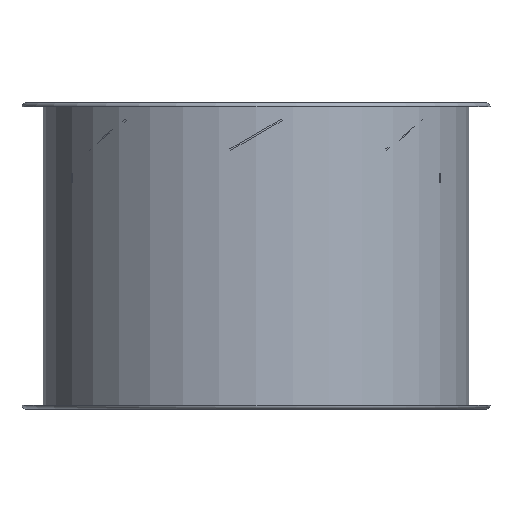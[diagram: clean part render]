
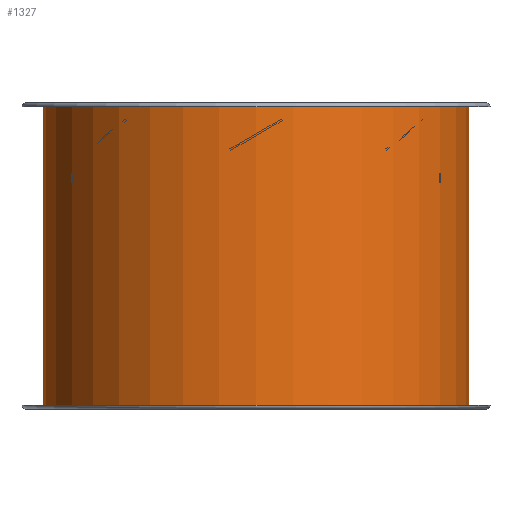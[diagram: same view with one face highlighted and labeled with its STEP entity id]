
A CAD part, front view. The second image highlights one B-rep face of the part: STEP entity #1327.
In plain terms, the highlighted cylindrical face has radius 257 mm (diameter 514 mm), a partial arc.
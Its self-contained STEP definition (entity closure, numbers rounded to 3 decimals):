
#1201 = VERTEX_POINT ( 'NONE', #4118 ) ;
#1202 = VERTEX_POINT ( 'NONE', #4117 ) ;
#1204 = EDGE_CURVE ( 'NONE', #1202, #1221, #4116, .T. ) ;
#1208 = EDGE_CURVE ( 'NONE', #1201, #1224, #3857, .T. ) ;
#1212 = EDGE_CURVE ( 'NONE', #1202, #1201, #4163, .T. ) ;
#1221 = VERTEX_POINT ( 'NONE', #4141 ) ;
#1223 = EDGE_CURVE ( 'NONE', #1221, #1224, #4140, .T. ) ;
#1224 = VERTEX_POINT ( 'NONE', #4196 ) ;
#1327 = ADVANCED_FACE ( 'NONE', ( #4399 ), #4394, .T. ) ;
#1328 = EDGE_LOOP ( 'NONE', ( #1381, #1382, #1383, #1384 ) ) ;
#1381 = ORIENTED_EDGE ( 'NONE', *, *, #1204, .F. ) ;
#1382 = ORIENTED_EDGE ( 'NONE', *, *, #1212, .T. ) ;
#1383 = ORIENTED_EDGE ( 'NONE', *, *, #1208, .T. ) ;
#1384 = ORIENTED_EDGE ( 'NONE', *, *, #1223, .F. ) ;
#3857 = LINE ( 'NONE', #3863, #4167 ) ;
#3863 = CARTESIAN_POINT ( 'NONE',  ( 257., 0., 42.986 ) ) ;
#4113 = DIRECTION ( 'NONE',  ( 0., 0., 1. ) ) ;
#4114 = VECTOR ( 'NONE', #4113, 1000. ) ;
#4115 = CARTESIAN_POINT ( 'NONE',  ( -257., 0., 42.986 ) ) ;
#4116 = LINE ( 'NONE', #4115, #4114 ) ;
#4117 = CARTESIAN_POINT ( 'NONE',  ( -257., 0., -365. ) ) ;
#4118 = CARTESIAN_POINT ( 'NONE',  ( 257., 0., -365. ) ) ;
#4138 = CARTESIAN_POINT ( 'NONE',  ( 0., 0., -5. ) ) ;
#4139 = AXIS2_PLACEMENT_3D ( 'NONE', #4138, #4198, #4197 ) ;
#4140 = CIRCLE ( 'NONE', #4139, 257. ) ;
#4141 = CARTESIAN_POINT ( 'NONE',  ( -257., 0., -5. ) ) ;
#4155 = DIRECTION ( 'NONE',  ( 1., 0., 0. ) ) ;
#4156 = DIRECTION ( 'NONE',  ( 0., 0., 1. ) ) ;
#4157 = CARTESIAN_POINT ( 'NONE',  ( 0., 0., -365. ) ) ;
#4158 = AXIS2_PLACEMENT_3D ( 'NONE', #4157, #4156, #4155 ) ;
#4163 = CIRCLE ( 'NONE', #4158, 257. ) ;
#4166 = DIRECTION ( 'NONE',  ( 0., 0., 1. ) ) ;
#4167 = VECTOR ( 'NONE', #4166, 1000. ) ;
#4196 = CARTESIAN_POINT ( 'NONE',  ( 257., 0., -5. ) ) ;
#4197 = DIRECTION ( 'NONE',  ( 1., 0., 0. ) ) ;
#4198 = DIRECTION ( 'NONE',  ( 0., 0., 1. ) ) ;
#4389 = DIRECTION ( 'NONE',  ( 1., 0., 0. ) ) ;
#4390 = DIRECTION ( 'NONE',  ( 0., 0., 1. ) ) ;
#4391 = CARTESIAN_POINT ( 'NONE',  ( 0., 0., 42.986 ) ) ;
#4392 = AXIS2_PLACEMENT_3D ( 'NONE', #4391, #4390, #4389 ) ;
#4394 = CYLINDRICAL_SURFACE ( 'NONE', #4392, 257. ) ;
#4399 = FACE_OUTER_BOUND ( 'NONE', #1328, .T. ) ;
